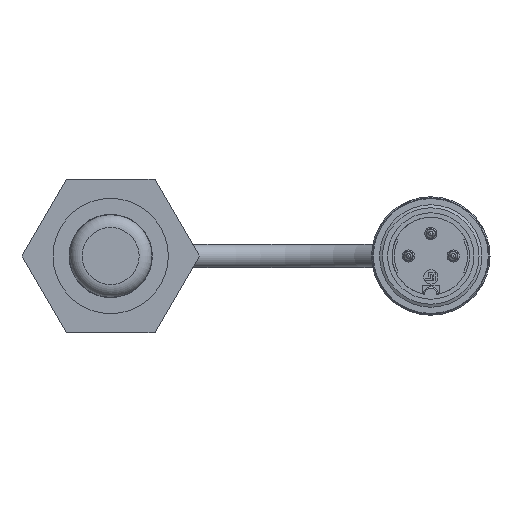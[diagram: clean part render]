
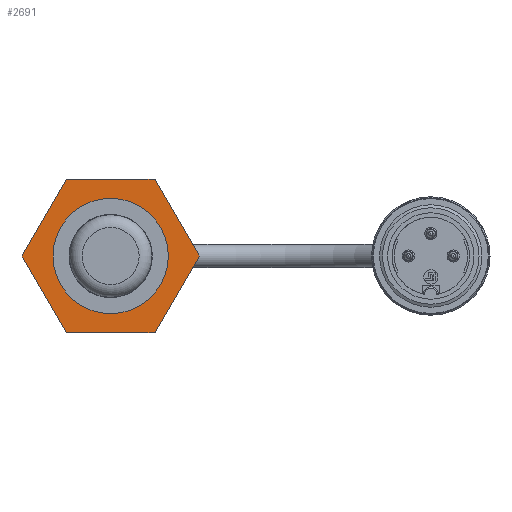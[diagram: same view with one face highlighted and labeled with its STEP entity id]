
A CAD part, left-side view. The second image highlights one B-rep face of the part: STEP entity #2691.
In plain terms, the highlighted planar face has unit normal (-1, 0, 0).
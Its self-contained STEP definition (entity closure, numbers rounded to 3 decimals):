
#157=LINE('',#4830,#313);
#158=LINE('',#4832,#314);
#159=LINE('',#4834,#315);
#160=LINE('',#4836,#316);
#161=LINE('',#4838,#317);
#162=LINE('',#4839,#318);
#313=VECTOR('',#3753,10.);
#314=VECTOR('',#3754,10.);
#315=VECTOR('',#3755,10.);
#316=VECTOR('',#3756,10.);
#317=VECTOR('',#3757,10.);
#318=VECTOR('',#3758,10.);
#506=PLANE('',#3018);
#610=FACE_BOUND('',#1044,.T.);
#775=FACE_OUTER_BOUND('',#1043,.T.);
#1043=EDGE_LOOP('',(#2300,#2301,#2302,#2303,#2304,#2305));
#1044=EDGE_LOOP('',(#2306));
#1185=CIRCLE('',#3012,9.);
#1405=VERTEX_POINT('',#4818);
#1408=VERTEX_POINT('',#4828);
#1409=VERTEX_POINT('',#4829);
#1410=VERTEX_POINT('',#4831);
#1411=VERTEX_POINT('',#4833);
#1412=VERTEX_POINT('',#4835);
#1413=VERTEX_POINT('',#4837);
#1705=EDGE_CURVE('',#1405,#1405,#1185,.T.);
#1708=EDGE_CURVE('',#1408,#1409,#157,.T.);
#1709=EDGE_CURVE('',#1409,#1410,#158,.T.);
#1710=EDGE_CURVE('',#1410,#1411,#159,.T.);
#1711=EDGE_CURVE('',#1411,#1412,#160,.T.);
#1712=EDGE_CURVE('',#1412,#1413,#161,.T.);
#1713=EDGE_CURVE('',#1413,#1408,#162,.T.);
#2300=ORIENTED_EDGE('',*,*,#1708,.T.);
#2301=ORIENTED_EDGE('',*,*,#1709,.T.);
#2302=ORIENTED_EDGE('',*,*,#1710,.T.);
#2303=ORIENTED_EDGE('',*,*,#1711,.T.);
#2304=ORIENTED_EDGE('',*,*,#1712,.T.);
#2305=ORIENTED_EDGE('',*,*,#1713,.T.);
#2306=ORIENTED_EDGE('',*,*,#1705,.T.);
#2691=ADVANCED_FACE('',(#775,#610),#506,.T.);
#3012=AXIS2_PLACEMENT_3D('',#4819,#3739,#3740);
#3018=AXIS2_PLACEMENT_3D('',#4827,#3751,#3752);
#3739=DIRECTION('center_axis',(1.,0.,0.));
#3740=DIRECTION('ref_axis',(0.,-1.,0.));
#3751=DIRECTION('center_axis',(-1.,0.,0.));
#3752=DIRECTION('ref_axis',(0.,1.,0.));
#3753=DIRECTION('',(0.,-0.5,0.866));
#3754=DIRECTION('',(0.,0.5,0.866));
#3755=DIRECTION('',(0.,1.,0.));
#3756=DIRECTION('',(0.,0.5,-0.866));
#3757=DIRECTION('',(0.,-0.5,-0.866));
#3758=DIRECTION('',(0.,-1.,0.));
#4818=CARTESIAN_POINT('',(-14.,9.,0.));
#4819=CARTESIAN_POINT('Origin',(-14.,0.,0.));
#4827=CARTESIAN_POINT('Origin',(-14.,0.,0.));
#4828=CARTESIAN_POINT('',(-14.,-6.928,-12.));
#4829=CARTESIAN_POINT('',(-14.,-13.856,0.));
#4830=CARTESIAN_POINT('',(-14.,-6.928,-12.));
#4831=CARTESIAN_POINT('',(-14.,-6.928,12.));
#4832=CARTESIAN_POINT('',(-14.,-13.856,0.));
#4833=CARTESIAN_POINT('',(-14.,6.928,12.));
#4834=CARTESIAN_POINT('',(-14.,-6.928,12.));
#4835=CARTESIAN_POINT('',(-14.,13.856,0.));
#4836=CARTESIAN_POINT('',(-14.,6.928,12.));
#4837=CARTESIAN_POINT('',(-14.,6.928,-12.));
#4838=CARTESIAN_POINT('',(-14.,13.856,0.));
#4839=CARTESIAN_POINT('',(-14.,6.928,-12.));
